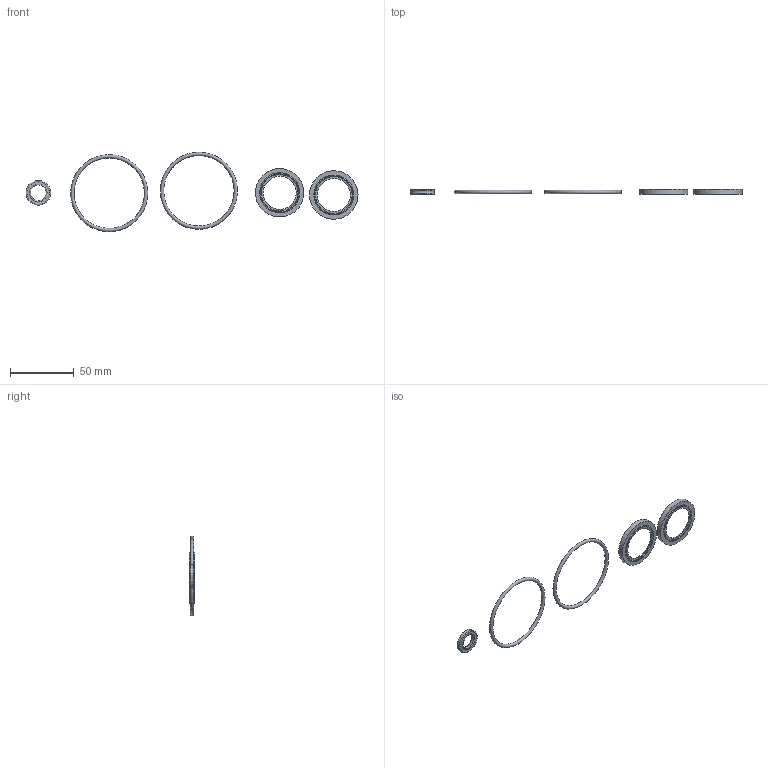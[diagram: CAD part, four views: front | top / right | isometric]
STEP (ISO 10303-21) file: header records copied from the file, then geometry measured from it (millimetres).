
FILE_DESCRIPTION(/* description */ ('1" EVX BOLTED VALVE REPAIR KIT'),/* implementation_level */ '2;1');
FILE_NAME(/* name */ 'EVX10200.stp',/* time_stamp */ '2023-04-05T15:20:35-04:00',/* author */ ('bgilbert'),/* organization */ (''),/* preprocessor_version */ 'ST-DEVELOPER v18.1',/* originating_system */ 'Autodesk Inventor 2022',/* authorisation */ '');
FILE_SCHEMA (('AUTOMOTIVE_DESIGN { 1 0 10303 214 3 1 1 }'));
Length unit declared in the file: inch
Products named in the file (4): EVX10200; AQ206V; VE10264; VE10258A
Assembly tree (5 placements, depth 2):
  EVX10200
    AQ206V
    VE10264  x2
    VE10258A  x2
Bounding box: 260.45 x 4.33 x 62.37 mm (x, y, z)
Volume: 5970.7 mm3; surface area: 7393.6 mm2
Topology: 5 solids, 5 shells, 32 faces, 60 edges, 36 vertices
Faces by surface type: torus 18, plane 8, cylinder 4, cone 2
Full cylindrical faces by diameter (mm): 25.908 x2, 37.973 x2
Entity records: 704 total; most frequent: DIRECTION 131, CARTESIAN_POINT 89, ORIENTED_EDGE 76, AXIS2_PLACEMENT_3D 64, EDGE_CURVE 38, CIRCLE 35, EDGE_LOOP 24, VERTEX_POINT 22
